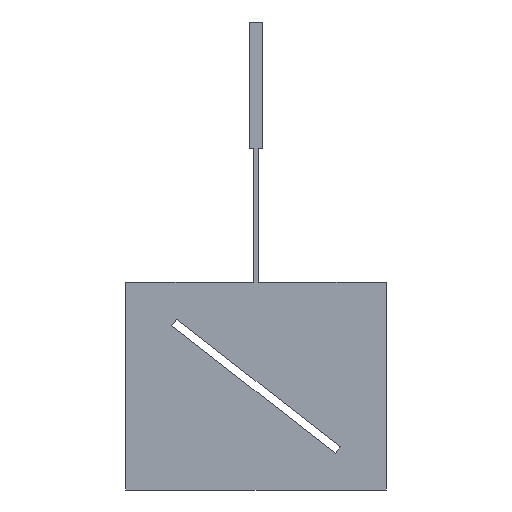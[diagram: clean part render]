
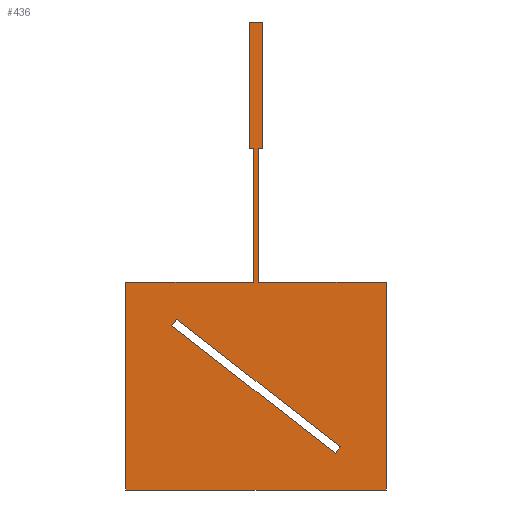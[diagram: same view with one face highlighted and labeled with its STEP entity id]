
A CAD part, front view. The second image highlights one B-rep face of the part: STEP entity #436.
In plain terms, the highlighted planar face has unit normal (0, -1, 0).
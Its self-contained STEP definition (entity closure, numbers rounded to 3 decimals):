
#11 = CARTESIAN_POINT ( 'NONE',  ( 2.3, 0., -31. ) ) ;
#14 = DIRECTION ( 'NONE',  ( 0.788, 0., -0.616 ) ) ;
#19 = ORIENTED_EDGE ( 'NONE', *, *, #521, .F. ) ;
#20 = CARTESIAN_POINT ( 'NONE',  ( 2.3, 0., -64. ) ) ;
#21 = VECTOR ( 'NONE', #459, 1000. ) ;
#33 = VERTEX_POINT ( 'NONE', #95 ) ;
#35 = ORIENTED_EDGE ( 'NONE', *, *, #355, .T. ) ;
#38 = VERTEX_POINT ( 'NONE', #183 ) ;
#40 = VECTOR ( 'NONE', #193, 1000. ) ;
#43 = ORIENTED_EDGE ( 'NONE', *, *, #370, .F. ) ;
#46 = DIRECTION ( 'NONE',  ( 0., 0., -1. ) ) ;
#47 = VERTEX_POINT ( 'NONE', #462 ) ;
#48 = LINE ( 'NONE', #503, #21 ) ;
#50 = DIRECTION ( 'NONE',  ( 0., 0., 1. ) ) ;
#55 = LINE ( 'NONE', #241, #505 ) ;
#57 = EDGE_CURVE ( 'NONE', #585, #449, #48, .T. ) ;
#58 = EDGE_LOOP ( 'NONE', ( #483, #338, #401, #346, #192, #335, #345, #75, #518, #256, #19, #43 ) ) ;
#59 = LINE ( 'NONE', #244, #523 ) ;
#64 = ORIENTED_EDGE ( 'NONE', *, *, #497, .T. ) ;
#66 = DIRECTION ( 'NONE',  ( -1., 0., 0. ) ) ;
#74 = CARTESIAN_POINT ( 'NONE',  ( 2.3, 0., -31. ) ) ;
#75 = ORIENTED_EDGE ( 'NONE', *, *, #124, .F. ) ;
#78 = LINE ( 'NONE', #488, #409 ) ;
#82 = DIRECTION ( 'NONE',  ( -1., 0., 0. ) ) ;
#85 = EDGE_CURVE ( 'NONE', #121, #47, #412, .T. ) ;
#88 = VERTEX_POINT ( 'NONE', #324 ) ;
#89 = LINE ( 'NONE', #317, #180 ) ;
#91 = DIRECTION ( 'NONE',  ( 1., 0., 0. ) ) ;
#92 = EDGE_CURVE ( 'NONE', #178, #585, #99, .T. ) ;
#93 = CARTESIAN_POINT ( 'NONE',  ( 1., 0., -31. ) ) ;
#94 = DIRECTION ( 'NONE',  ( -0.616, 0., -0.788 ) ) ;
#95 = CARTESIAN_POINT ( 'NONE',  ( 0., 0., 0. ) ) ;
#99 = LINE ( 'NONE', #137, #368 ) ;
#102 = CARTESIAN_POINT ( 'NONE',  ( 0., 0., 0. ) ) ;
#103 = CARTESIAN_POINT ( 'NONE',  ( 1., 0., -31. ) ) ;
#104 = CARTESIAN_POINT ( 'NONE',  ( 3.3, 0., 0. ) ) ;
#106 = VECTOR ( 'NONE', #66, 1000. ) ;
#110 = EDGE_CURVE ( 'NONE', #223, #158, #55, .T. ) ;
#121 = VERTEX_POINT ( 'NONE', #103 ) ;
#124 = EDGE_CURVE ( 'NONE', #478, #156, #145, .T. ) ;
#128 = EDGE_CURVE ( 'NONE', #47, #33, #59, .T. ) ;
#137 = CARTESIAN_POINT ( 'NONE',  ( -30.35, 0., -115. ) ) ;
#145 = LINE ( 'NONE', #152, #576 ) ;
#147 = LINE ( 'NONE', #558, #559 ) ;
#148 = DIRECTION ( 'NONE',  ( -0.788, 0., 0.616 ) ) ;
#152 = CARTESIAN_POINT ( 'NONE',  ( 2.3, 0., -64. ) ) ;
#156 = VERTEX_POINT ( 'NONE', #514 ) ;
#158 = VERTEX_POINT ( 'NONE', #234 ) ;
#159 = CARTESIAN_POINT ( 'NONE',  ( -30.35, 0., -64. ) ) ;
#170 = VECTOR ( 'NONE', #365, 1000. ) ;
#173 = VERTEX_POINT ( 'NONE', #419 ) ;
#178 = VERTEX_POINT ( 'NONE', #466 ) ;
#179 = CARTESIAN_POINT ( 'NONE',  ( 0., 0., 0. ) ) ;
#180 = VECTOR ( 'NONE', #50, 1000. ) ;
#181 = VERTEX_POINT ( 'NONE', #11 ) ;
#183 = CARTESIAN_POINT ( 'NONE',  ( 22.36, 0., -104.411 ) ) ;
#184 = LINE ( 'NONE', #547, #311 ) ;
#192 = ORIENTED_EDGE ( 'NONE', *, *, #92, .F. ) ;
#193 = DIRECTION ( 'NONE',  ( 0., 0., -1. ) ) ;
#199 = EDGE_CURVE ( 'NONE', #181, #478, #353, .T. ) ;
#217 = EDGE_CURVE ( 'NONE', #88, #181, #78, .T. ) ;
#221 = VECTOR ( 'NONE', #378, 1000. ) ;
#223 = VERTEX_POINT ( 'NONE', #255 ) ;
#232 = CARTESIAN_POINT ( 'NONE',  ( 1., 0., -64. ) ) ;
#234 = CARTESIAN_POINT ( 'NONE',  ( -19.06, 0., -74.589 ) ) ;
#236 = FACE_BOUND ( 'NONE', #530, .T. ) ;
#241 = CARTESIAN_POINT ( 'NONE',  ( -19.06, 0., -74.589 ) ) ;
#244 = CARTESIAN_POINT ( 'NONE',  ( 0., 0., -31. ) ) ;
#255 = CARTESIAN_POINT ( 'NONE',  ( 21.129, 0., -105.987 ) ) ;
#256 = ORIENTED_EDGE ( 'NONE', *, *, #217, .F. ) ;
#284 = CARTESIAN_POINT ( 'NONE',  ( 33.65, 0., -115. ) ) ;
#286 = DIRECTION ( 'NONE',  ( 1., 0., 0. ) ) ;
#291 = ORIENTED_EDGE ( 'NONE', *, *, #110, .T. ) ;
#301 = ORIENTED_EDGE ( 'NONE', *, *, #476, .T. ) ;
#311 = VECTOR ( 'NONE', #94, 1000. ) ;
#316 = DIRECTION ( 'NONE',  ( 0., 0., 1. ) ) ;
#317 = CARTESIAN_POINT ( 'NONE',  ( 1., 0., -64. ) ) ;
#324 = CARTESIAN_POINT ( 'NONE',  ( 3.3, 0., -31. ) ) ;
#329 = LINE ( 'NONE', #284, #106 ) ;
#335 = ORIENTED_EDGE ( 'NONE', *, *, #484, .F. ) ;
#338 = ORIENTED_EDGE ( 'NONE', *, *, #85, .F. ) ;
#345 = ORIENTED_EDGE ( 'NONE', *, *, #408, .F. ) ;
#346 = ORIENTED_EDGE ( 'NONE', *, *, #57, .F. ) ;
#353 = LINE ( 'NONE', #74, #386 ) ;
#355 = EDGE_CURVE ( 'NONE', #38, #223, #184, .T. ) ;
#357 = VERTEX_POINT ( 'NONE', #453 ) ;
#358 = DIRECTION ( 'NONE',  ( 0., 1., 0. ) ) ;
#361 = FACE_OUTER_BOUND ( 'NONE', #58, .T. ) ;
#365 = DIRECTION ( 'NONE',  ( -1., 0., 0. ) ) ;
#368 = VECTOR ( 'NONE', #316, 1000. ) ;
#370 = EDGE_CURVE ( 'NONE', #33, #357, #405, .T. ) ;
#378 = DIRECTION ( 'NONE',  ( 0.616, 0., 0.788 ) ) ;
#381 = LINE ( 'NONE', #561, #221 ) ;
#383 = VERTEX_POINT ( 'NONE', #455 ) ;
#386 = VECTOR ( 'NONE', #580, 1000. ) ;
#401 = ORIENTED_EDGE ( 'NONE', *, *, #447, .F. ) ;
#405 = LINE ( 'NONE', #102, #432 ) ;
#408 = EDGE_CURVE ( 'NONE', #156, #383, #539, .T. ) ;
#409 = VECTOR ( 'NONE', #82, 1000. ) ;
#410 = CARTESIAN_POINT ( 'NONE',  ( 33.65, 0., -64. ) ) ;
#412 = LINE ( 'NONE', #93, #170 ) ;
#417 = PLANE ( 'NONE',  #474 ) ;
#419 = CARTESIAN_POINT ( 'NONE',  ( -17.829, 0., -73.013 ) ) ;
#432 = VECTOR ( 'NONE', #91, 1000. ) ;
#436 = ADVANCED_FACE ( 'NONE', ( #236, #361 ), #417, .F. ) ;
#440 = VECTOR ( 'NONE', #46, 1000. ) ;
#447 = EDGE_CURVE ( 'NONE', #449, #121, #89, .T. ) ;
#449 = VERTEX_POINT ( 'NONE', #232 ) ;
#453 = CARTESIAN_POINT ( 'NONE',  ( 3.3, 0., 0. ) ) ;
#455 = CARTESIAN_POINT ( 'NONE',  ( 33.65, 0., -115. ) ) ;
#459 = DIRECTION ( 'NONE',  ( 1., 0., 0. ) ) ;
#462 = CARTESIAN_POINT ( 'NONE',  ( 0., 0., -31. ) ) ;
#466 = CARTESIAN_POINT ( 'NONE',  ( -30.35, 0., -115. ) ) ;
#470 = LINE ( 'NONE', #104, #40 ) ;
#474 = AXIS2_PLACEMENT_3D ( 'NONE', #179, #358, #544 ) ;
#476 = EDGE_CURVE ( 'NONE', #173, #38, #147, .T. ) ;
#478 = VERTEX_POINT ( 'NONE', #20 ) ;
#483 = ORIENTED_EDGE ( 'NONE', *, *, #128, .F. ) ;
#484 = EDGE_CURVE ( 'NONE', #383, #178, #329, .T. ) ;
#488 = CARTESIAN_POINT ( 'NONE',  ( 3.3, 0., -31. ) ) ;
#497 = EDGE_CURVE ( 'NONE', #158, #173, #381, .T. ) ;
#503 = CARTESIAN_POINT ( 'NONE',  ( -30.35, 0., -64. ) ) ;
#505 = VECTOR ( 'NONE', #148, 1000. ) ;
#514 = CARTESIAN_POINT ( 'NONE',  ( 33.65, 0., -64. ) ) ;
#518 = ORIENTED_EDGE ( 'NONE', *, *, #199, .F. ) ;
#521 = EDGE_CURVE ( 'NONE', #357, #88, #470, .T. ) ;
#523 = VECTOR ( 'NONE', #550, 1000. ) ;
#530 = EDGE_LOOP ( 'NONE', ( #301, #35, #291, #64 ) ) ;
#539 = LINE ( 'NONE', #410, #440 ) ;
#544 = DIRECTION ( 'NONE',  ( 0., 0., 1. ) ) ;
#547 = CARTESIAN_POINT ( 'NONE',  ( 21.129, 0., -105.987 ) ) ;
#550 = DIRECTION ( 'NONE',  ( 0., 0., 1. ) ) ;
#558 = CARTESIAN_POINT ( 'NONE',  ( 22.36, 0., -104.411 ) ) ;
#559 = VECTOR ( 'NONE', #14, 1000. ) ;
#561 = CARTESIAN_POINT ( 'NONE',  ( -17.829, 0., -73.013 ) ) ;
#576 = VECTOR ( 'NONE', #286, 1000. ) ;
#580 = DIRECTION ( 'NONE',  ( 0., 0., -1. ) ) ;
#585 = VERTEX_POINT ( 'NONE', #159 ) ;
